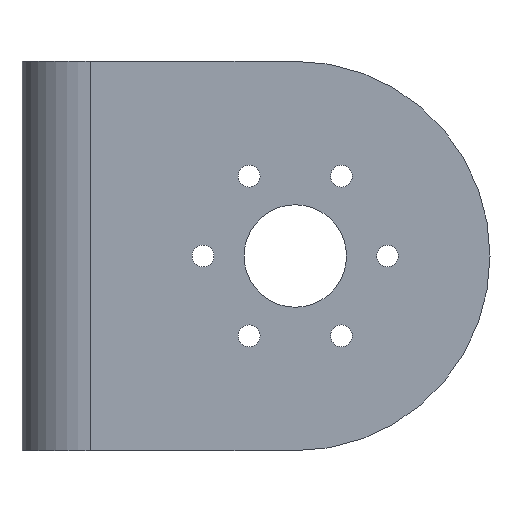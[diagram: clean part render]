
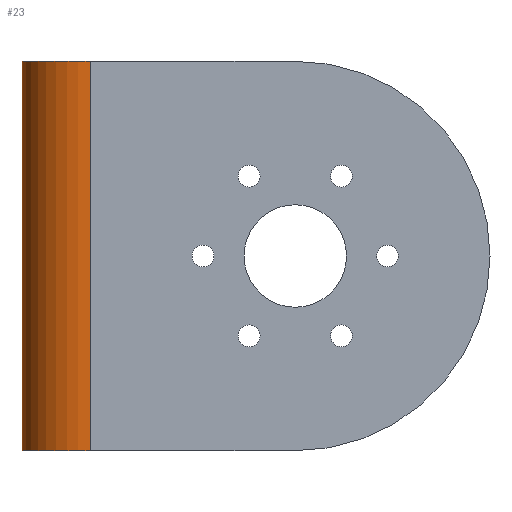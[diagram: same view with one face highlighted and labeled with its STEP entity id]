
A CAD part, front view. The second image highlights one B-rep face of the part: STEP entity #23.
In plain terms, the highlighted cylindrical face has radius 10 mm (diameter 20 mm), a partial arc.
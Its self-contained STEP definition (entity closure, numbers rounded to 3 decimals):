
#23 = ADVANCED_FACE ( 'NONE', ( #590 ), #1252, .T. ) ;
#78 = EDGE_LOOP ( 'NONE', ( #916, #263, #156, #580 ) ) ;
#141 = DIRECTION ( 'NONE',  ( -1., 0., 0. ) ) ;
#155 = CARTESIAN_POINT ( 'NONE',  ( -30., 10., 28.5 ) ) ;
#156 = ORIENTED_EDGE ( 'NONE', *, *, #1157, .F. ) ;
#167 = EDGE_CURVE ( 'NONE', #897, #1052, #1036, .T. ) ;
#232 = CARTESIAN_POINT ( 'NONE',  ( -30., 10., -28.5 ) ) ;
#259 = DIRECTION ( 'NONE',  ( 0., 0., -1. ) ) ;
#263 = ORIENTED_EDGE ( 'NONE', *, *, #888, .F. ) ;
#333 = VECTOR ( 'NONE', #667, 1000. ) ;
#339 = CARTESIAN_POINT ( 'NONE',  ( -30., 0., 0. ) ) ;
#352 = DIRECTION ( 'NONE',  ( 0., 0., -1. ) ) ;
#389 = DIRECTION ( 'NONE',  ( 0., 0., 1. ) ) ;
#417 = AXIS2_PLACEMENT_3D ( 'NONE', #232, #259, #669 ) ;
#468 = CARTESIAN_POINT ( 'NONE',  ( -30., 0., 28.5 ) ) ;
#487 = DIRECTION ( 'NONE',  ( 0., 0., 1. ) ) ;
#534 = VERTEX_POINT ( 'NONE', #468 ) ;
#541 = CIRCLE ( 'NONE', #1060, 10. ) ;
#576 = CARTESIAN_POINT ( 'NONE',  ( -40., 10., 0. ) ) ;
#580 = ORIENTED_EDGE ( 'NONE', *, *, #920, .F. ) ;
#590 = FACE_OUTER_BOUND ( 'NONE', #78, .T. ) ;
#599 = CARTESIAN_POINT ( 'NONE',  ( -30., 10., 0. ) ) ;
#667 = DIRECTION ( 'NONE',  ( 0., 0., 1. ) ) ;
#669 = DIRECTION ( 'NONE',  ( 1., 0., 0. ) ) ;
#742 = CARTESIAN_POINT ( 'NONE',  ( -40., 10., 28.5 ) ) ;
#766 = LINE ( 'NONE', #339, #810 ) ;
#810 = VECTOR ( 'NONE', #352, 1000. ) ;
#878 = LINE ( 'NONE', #576, #333 ) ;
#888 = EDGE_CURVE ( 'NONE', #534, #897, #766, .T. ) ;
#897 = VERTEX_POINT ( 'NONE', #1112 ) ;
#914 = DIRECTION ( 'NONE',  ( 1., 0., 0. ) ) ;
#916 = ORIENTED_EDGE ( 'NONE', *, *, #167, .F. ) ;
#920 = EDGE_CURVE ( 'NONE', #1052, #1389, #878, .T. ) ;
#1007 = AXIS2_PLACEMENT_3D ( 'NONE', #599, #389, #914 ) ;
#1036 = CIRCLE ( 'NONE', #417, 10. ) ;
#1052 = VERTEX_POINT ( 'NONE', #1411 ) ;
#1060 = AXIS2_PLACEMENT_3D ( 'NONE', #155, #487, #141 ) ;
#1112 = CARTESIAN_POINT ( 'NONE',  ( -30., 0., -28.5 ) ) ;
#1157 = EDGE_CURVE ( 'NONE', #1389, #534, #541, .T. ) ;
#1252 = CYLINDRICAL_SURFACE ( 'NONE', #1007, 10. ) ;
#1389 = VERTEX_POINT ( 'NONE', #742 ) ;
#1411 = CARTESIAN_POINT ( 'NONE',  ( -40., 10., -28.5 ) ) ;
